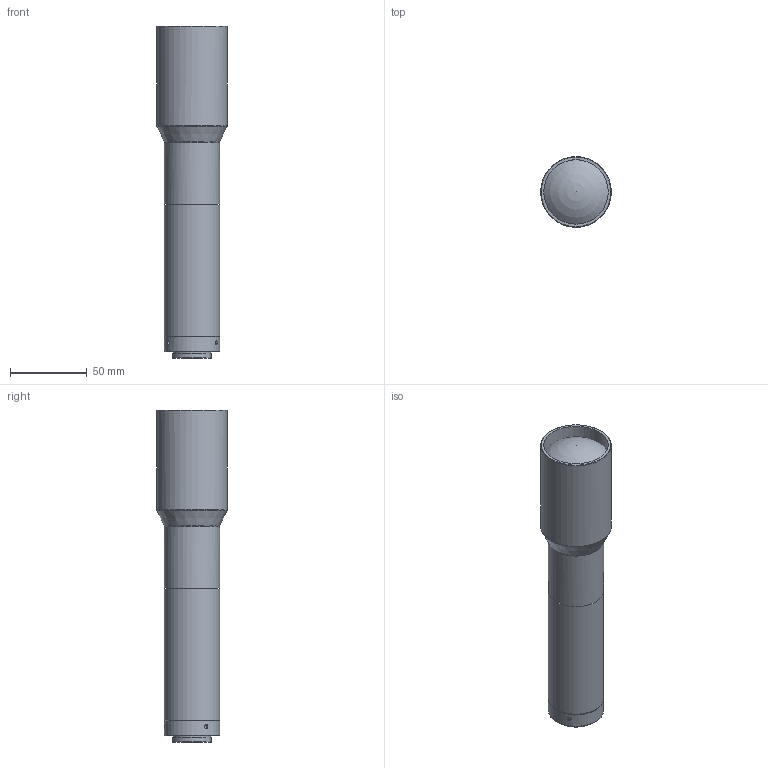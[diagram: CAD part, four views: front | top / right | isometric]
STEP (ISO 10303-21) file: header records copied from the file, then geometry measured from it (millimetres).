
FILE_DESCRIPTION (( 'STEP AP203' ), '1' );
FILE_NAME ('600083.STEP', '2024-08-14T02:18:33', ( 'Windows User' ), ( 'P R C' ), 'SwSTEP 2.0', 'SolidWorks 2020', '' );
FILE_SCHEMA (( 'CONFIG_CONTROL_DESIGN' ));
Length unit declared in the file: millimetre
Products named in the file (1): 600083
Bounding box: 46 x 46 x 216.39 mm (x, y, z)
Volume: 257339.8 mm3; surface area: 34009.9 mm2
Topology: 2 solids, 2 shells, 32 faces, 60 edges, 40 vertices
Faces by surface type: cylinder 14, plane 9, cone 6, bspline 2, sphere 1
Full cylindrical faces by diameter (mm): 2.5 x3, 24.6 x1, 25.4 x1, 33.497 x1, 36 x3, 42 x1, 46 x1
Entity records: 925 total; most frequent: CARTESIAN_POINT 345, DIRECTION 110, ORIENTED_EDGE 60, EDGE_LOOP 60, AXIS2_PLACEMENT_3D 55, FACE_OUTER_BOUND 45, ADVANCED_FACE 32, EDGE_CURVE 30
